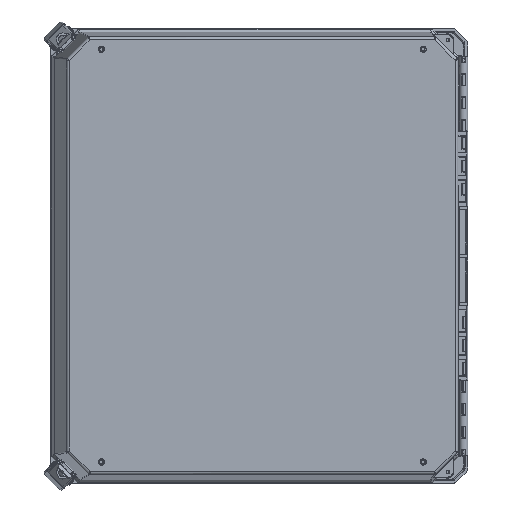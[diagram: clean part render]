
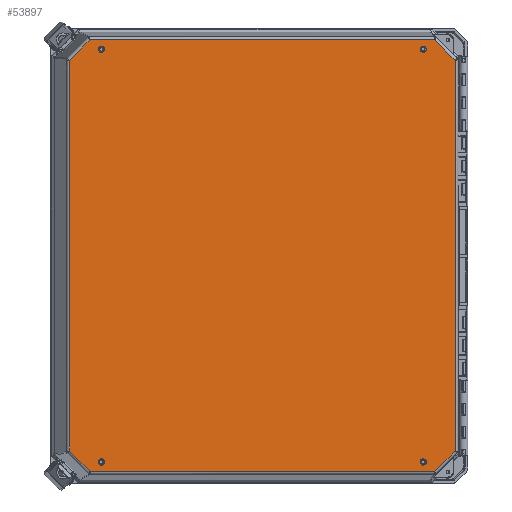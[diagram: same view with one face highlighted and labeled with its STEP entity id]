
A CAD part, top view. The second image highlights one B-rep face of the part: STEP entity #53897.
In plain terms, the highlighted face is planar.
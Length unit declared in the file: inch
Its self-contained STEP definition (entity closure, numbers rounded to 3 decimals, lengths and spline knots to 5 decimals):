
#1074 = LINE ( 'NONE', #47601, #4325 ) ;
#1157 = EDGE_CURVE ( 'NONE', #100437, #42652, #43273, .T. ) ;
#1193 = DIRECTION ( 'NONE',  ( 0.017, -0.017, 1. ) ) ;
#1425 = AXIS2_PLACEMENT_3D ( 'NONE', #63724, #47145, #64247 ) ;
#2784 = EDGE_CURVE ( 'NONE', #24972, #70653, #40778, .T. ) ;
#3206 = ORIENTED_EDGE ( 'NONE', *, *, #96395, .T. ) ;
#3298 = CARTESIAN_POINT ( 'NONE',  ( -15.12711, -0.09002, -10.08202 ) ) ;
#3978 = ORIENTED_EDGE ( 'NONE', *, *, #43643, .T. ) ;
#4325 = VECTOR ( 'NONE', #17657, 39.37008 ) ;
#4483 = LINE ( 'NONE', #74825, #51855 ) ;
#6678 = VERTEX_POINT ( 'NONE', #39729 ) ;
#7079 = AXIS2_PLACEMENT_3D ( 'NONE', #53279, #69340, #55310 ) ;
#8062 = FACE_BOUND ( 'NONE', #21947, .T. ) ;
#8255 = CARTESIAN_POINT ( 'NONE',  ( -16.43508, 0.80383, -10.04359 ) ) ;
#8292 = ORIENTED_EDGE ( 'NONE', *, *, #101474, .T. ) ;
#8960 = CARTESIAN_POINT ( 'NONE',  ( -14.91258, 0.32472, -10.07853 ) ) ;
#9878 = AXIS2_PLACEMENT_3D ( 'NONE', #59296, #91363, #92358 ) ;
#11070 = AXIS2_PLACEMENT_3D ( 'NONE', #11947, #1193, #59504 ) ;
#11157 = CARTESIAN_POINT ( 'NONE',  ( -1.05069, 0.32894, -10.32045 ) ) ;
#11568 = ORIENTED_EDGE ( 'NONE', *, *, #15893, .T. ) ;
#11947 = CARTESIAN_POINT ( 'NONE',  ( -1.05069, 18.27021, -10.00733 ) ) ;
#13417 = ORIENTED_EDGE ( 'NONE', *, *, #25903, .T. ) ;
#14029 = VECTOR ( 'NONE', #30658, 39.37008 ) ;
#14760 = AXIS2_PLACEMENT_3D ( 'NONE', #11157, #26137, #90266 ) ;
#15323 = FACE_OUTER_BOUND ( 'NONE', #19887, .T. ) ;
#15893 = EDGE_CURVE ( 'NONE', #68345, #30043, #36841, .T. ) ;
#17657 = DIRECTION ( 'NONE',  ( 0., 1., 0.017 ) ) ;
#17825 = ORIENTED_EDGE ( 'NONE', *, *, #57676, .T. ) ;
#18516 = ORIENTED_EDGE ( 'NONE', *, *, #58879, .T. ) ;
#19887 = EDGE_LOOP ( 'NONE', ( #3206, #18516, #26206, #8292, #99136, #17825, #13417, #57112 ) ) ;
#20427 = LINE ( 'NONE', #58190, #31202 ) ;
#21947 = EDGE_LOOP ( 'NONE', ( #21963, #50911 ) ) ;
#21963 = ORIENTED_EDGE ( 'NONE', *, *, #101495, .T. ) ;
#22977 = EDGE_LOOP ( 'NONE', ( #11568, #66655 ) ) ;
#23911 = CARTESIAN_POINT ( 'NONE',  ( -15.12711, 18.68059, -9.75443 ) ) ;
#24711 = VERTEX_POINT ( 'NONE', #25307 ) ;
#24972 = VERTEX_POINT ( 'NONE', #64993 ) ;
#25307 = CARTESIAN_POINT ( 'NONE',  ( -15.54083, -0.09015, -10.0748 ) ) ;
#25903 = EDGE_CURVE ( 'NONE', #31086, #24711, #40533, .T. ) ;
#26019 = DIRECTION ( 'NONE',  ( -0.017, 0.017, -1. ) ) ;
#26137 = DIRECTION ( 'NONE',  ( 0.017, -0.017, 1. ) ) ;
#26206 = ORIENTED_EDGE ( 'NONE', *, *, #58024, .T. ) ;
#26295 = CARTESIAN_POINT ( 'NONE',  ( -15.54083, 18.68047, -9.74721 ) ) ;
#28868 = CARTESIAN_POINT ( 'NONE',  ( -1.18667, 0.3289, -10.31808 ) ) ;
#28926 = DIRECTION ( 'NONE',  ( 0., -1., -0.017 ) ) ;
#30043 = VERTEX_POINT ( 'NONE', #37740 ) ;
#30620 = AXIS2_PLACEMENT_3D ( 'NONE', #37263, #68829, #100386 ) ;
#30658 = DIRECTION ( 'NONE',  ( 1., 0., -0.017 ) ) ;
#30932 = CARTESIAN_POINT ( 'NONE',  ( -15.04855, 18.26594, -9.76303 ) ) ;
#31080 = CARTESIAN_POINT ( 'NONE',  ( -1.05069, 0.32894, -10.32045 ) ) ;
#31086 = VERTEX_POINT ( 'NONE', #63281 ) ;
#31180 = CIRCLE ( 'NONE', #1425, 0.136 ) ;
#31202 = VECTOR ( 'NONE', #33885, 39.37008 ) ;
#32016 = LINE ( 'NONE', #41812, #62845 ) ;
#33805 = DIRECTION ( 'NONE',  ( -1., 0., 0.017 ) ) ;
#33885 = DIRECTION ( 'NONE',  ( 0.707, -0.707, -0.025 ) ) ;
#36025 = VERTEX_POINT ( 'NONE', #46975 ) ;
#36841 = CIRCLE ( 'NONE', #7079, 0.136 ) ;
#37021 = ORIENTED_EDGE ( 'NONE', *, *, #2784, .T. ) ;
#37263 = CARTESIAN_POINT ( 'NONE',  ( -15.04855, 18.26594, -9.76303 ) ) ;
#37740 = CARTESIAN_POINT ( 'NONE',  ( -15.18453, 0.32463, -10.07378 ) ) ;
#38383 = EDGE_CURVE ( 'NONE', #90885, #70191, #96971, .T. ) ;
#39413 = LINE ( 'NONE', #23911, #14029 ) ;
#39583 = DIRECTION ( 'NONE',  ( -1., 0., 0.017 ) ) ;
#39729 = CARTESIAN_POINT ( 'NONE',  ( -16.43508, 17.78594, -9.74721 ) ) ;
#40533 = LINE ( 'NONE', #3298, #76163 ) ;
#40778 = CIRCLE ( 'NONE', #11070, 0.136 ) ;
#41812 = CARTESIAN_POINT ( 'NONE',  ( -15.54083, -0.09015, -10.0748 ) ) ;
#42652 = VERTEX_POINT ( 'NONE', #48063 ) ;
#43235 = AXIS2_PLACEMENT_3D ( 'NONE', #62883, #26019, #39583 ) ;
#43273 = LINE ( 'NONE', #78262, #63740 ) ;
#43643 = EDGE_CURVE ( 'NONE', #36025, #81198, #68635, .T. ) ;
#43856 = LINE ( 'NONE', #59422, #61854 ) ;
#45272 = VERTEX_POINT ( 'NONE', #92242 ) ;
#46975 = CARTESIAN_POINT ( 'NONE',  ( -15.04855, 18.12996, -9.76541 ) ) ;
#47145 = DIRECTION ( 'NONE',  ( 0.017, -0.017, 1. ) ) ;
#47601 = CARTESIAN_POINT ( 'NONE',  ( -16.43508, 2.07037, -10.02148 ) ) ;
#48063 = CARTESIAN_POINT ( 'NONE',  ( 0.33584, 0.80894, -10.33628 ) ) ;
#49250 = FACE_BOUND ( 'NONE', #67268, .T. ) ;
#50759 = EDGE_CURVE ( 'NONE', #30043, #68345, #31180, .T. ) ;
#50911 = ORIENTED_EDGE ( 'NONE', *, *, #38383, .T. ) ;
#51855 = VECTOR ( 'NONE', #99125, 39.37008 ) ;
#53175 = VERTEX_POINT ( 'NONE', #8255 ) ;
#53279 = CARTESIAN_POINT ( 'NONE',  ( -15.04855, 0.32467, -10.07615 ) ) ;
#53897 = ADVANCED_FACE ( 'NONE', ( #15323, #54593, #8062, #65835, #49250 ), #89137, .T. ) ;
#54562 = VERTEX_POINT ( 'NONE', #26295 ) ;
#54593 = FACE_BOUND ( 'NONE', #94922, .T. ) ;
#55310 = DIRECTION ( 'NONE',  ( 1., 0., -0.017 ) ) ;
#55999 = CIRCLE ( 'NONE', #14760, 0.136 ) ;
#56376 = CARTESIAN_POINT ( 'NONE',  ( 0.33584, 17.79105, -10.0399 ) ) ;
#57112 = ORIENTED_EDGE ( 'NONE', *, *, #63337, .T. ) ;
#57676 = EDGE_CURVE ( 'NONE', #42652, #31086, #43856, .T. ) ;
#58024 = EDGE_CURVE ( 'NONE', #54562, #45272, #39413, .T. ) ;
#58190 = CARTESIAN_POINT ( 'NONE',  ( -0.55841, 18.68503, -10.00869 ) ) ;
#58879 = EDGE_CURVE ( 'NONE', #6678, #54562, #4483, .T. ) ;
#59296 = CARTESIAN_POINT ( 'NONE',  ( -1.05069, 18.27021, -10.00733 ) ) ;
#59422 = CARTESIAN_POINT ( 'NONE',  ( 0.33584, 0.80894, -10.33628 ) ) ;
#59504 = DIRECTION ( 'NONE',  ( 0., -1., -0.017 ) ) ;
#59931 = EDGE_CURVE ( 'NONE', #70653, #24972, #94097, .T. ) ;
#61854 = VECTOR ( 'NONE', #83725, 39.37008 ) ;
#62637 = DIRECTION ( 'NONE',  ( 0.017, -0.017, 1. ) ) ;
#62827 = CARTESIAN_POINT ( 'NONE',  ( -15.04855, 18.40192, -9.76066 ) ) ;
#62845 = VECTOR ( 'NONE', #96140, 39.37008 ) ;
#62883 = CARTESIAN_POINT ( 'NONE',  ( -15.12711, 2.07077, -10.04431 ) ) ;
#63281 = CARTESIAN_POINT ( 'NONE',  ( -0.55841, -0.08558, -10.33628 ) ) ;
#63337 = EDGE_CURVE ( 'NONE', #24711, #53175, #32016, .T. ) ;
#63724 = CARTESIAN_POINT ( 'NONE',  ( -15.04855, 0.32467, -10.07615 ) ) ;
#63740 = VECTOR ( 'NONE', #72560, 39.37008 ) ;
#64247 = DIRECTION ( 'NONE',  ( 1., 0., -0.017 ) ) ;
#64993 = CARTESIAN_POINT ( 'NONE',  ( -1.05069, 18.40619, -10.00496 ) ) ;
#65835 = FACE_BOUND ( 'NONE', #22977, .T. ) ;
#66655 = ORIENTED_EDGE ( 'NONE', *, *, #50759, .T. ) ;
#67268 = EDGE_LOOP ( 'NONE', ( #82121, #37021 ) ) ;
#68345 = VERTEX_POINT ( 'NONE', #8960 ) ;
#68635 = CIRCLE ( 'NONE', #30620, 0.136 ) ;
#68829 = DIRECTION ( 'NONE',  ( 0.017, -0.017, 1. ) ) ;
#68858 = AXIS2_PLACEMENT_3D ( 'NONE', #31080, #62637, #94179 ) ;
#69340 = DIRECTION ( 'NONE',  ( 0.017, -0.017, 1. ) ) ;
#70191 = VERTEX_POINT ( 'NONE', #86334 ) ;
#70236 = DIRECTION ( 'NONE',  ( 0.017, -0.017, 1. ) ) ;
#70628 = CIRCLE ( 'NONE', #97069, 0.136 ) ;
#70653 = VERTEX_POINT ( 'NONE', #97920 ) ;
#72560 = DIRECTION ( 'NONE',  ( 0., -1., -0.017 ) ) ;
#74825 = CARTESIAN_POINT ( 'NONE',  ( -16.43508, 17.78594, -9.74721 ) ) ;
#76163 = VECTOR ( 'NONE', #33805, 39.37008 ) ;
#78262 = CARTESIAN_POINT ( 'NONE',  ( 0.33584, 2.07548, -10.31417 ) ) ;
#81198 = VERTEX_POINT ( 'NONE', #62827 ) ;
#82121 = ORIENTED_EDGE ( 'NONE', *, *, #59931, .T. ) ;
#83725 = DIRECTION ( 'NONE',  ( -0.707, -0.707, 0. ) ) ;
#86334 = CARTESIAN_POINT ( 'NONE',  ( -0.91471, 0.32898, -10.32282 ) ) ;
#89137 = PLANE ( 'NONE',  #43235 ) ;
#90266 = DIRECTION ( 'NONE',  ( 1., 0., -0.017 ) ) ;
#90885 = VERTEX_POINT ( 'NONE', #28868 ) ;
#91363 = DIRECTION ( 'NONE',  ( 0.017, -0.017, 1. ) ) ;
#92242 = CARTESIAN_POINT ( 'NONE',  ( -0.55841, 18.68503, -10.00869 ) ) ;
#92358 = DIRECTION ( 'NONE',  ( 0., -1., -0.017 ) ) ;
#93413 = ORIENTED_EDGE ( 'NONE', *, *, #99513, .T. ) ;
#94097 = CIRCLE ( 'NONE', #9878, 0.136 ) ;
#94179 = DIRECTION ( 'NONE',  ( 1., 0., -0.017 ) ) ;
#94922 = EDGE_LOOP ( 'NONE', ( #3978, #93413 ) ) ;
#96140 = DIRECTION ( 'NONE',  ( -0.707, 0.707, 0.025 ) ) ;
#96395 = EDGE_CURVE ( 'NONE', #53175, #6678, #1074, .T. ) ;
#96971 = CIRCLE ( 'NONE', #68858, 0.136 ) ;
#97069 = AXIS2_PLACEMENT_3D ( 'NONE', #30932, #70236, #28926 ) ;
#97920 = CARTESIAN_POINT ( 'NONE',  ( -1.05069, 18.13423, -10.0097 ) ) ;
#99125 = DIRECTION ( 'NONE',  ( 0.707, 0.707, 0. ) ) ;
#99136 = ORIENTED_EDGE ( 'NONE', *, *, #1157, .T. ) ;
#99513 = EDGE_CURVE ( 'NONE', #81198, #36025, #70628, .T. ) ;
#100386 = DIRECTION ( 'NONE',  ( 0., -1., -0.017 ) ) ;
#100437 = VERTEX_POINT ( 'NONE', #56376 ) ;
#101474 = EDGE_CURVE ( 'NONE', #45272, #100437, #20427, .T. ) ;
#101495 = EDGE_CURVE ( 'NONE', #70191, #90885, #55999, .T. ) ;
